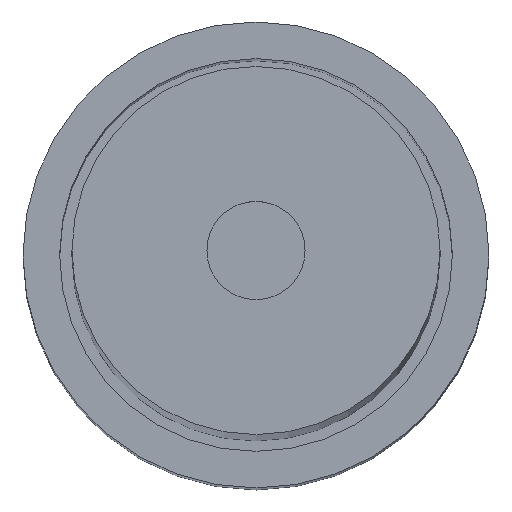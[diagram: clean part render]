
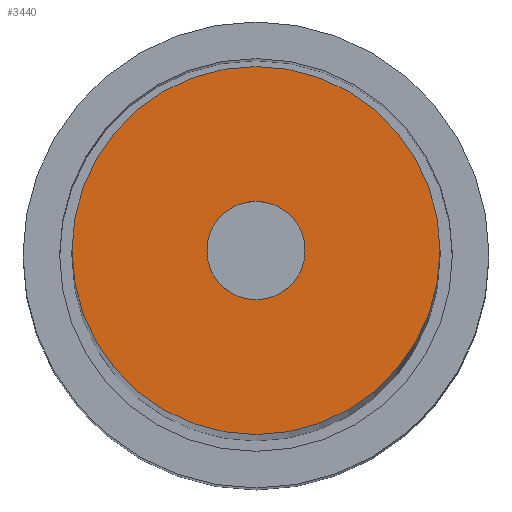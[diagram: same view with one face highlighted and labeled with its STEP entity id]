
A CAD part, top view. The second image highlights one B-rep face of the part: STEP entity #3440.
In plain terms, the highlighted planar face has unit normal (0, 0, 1).
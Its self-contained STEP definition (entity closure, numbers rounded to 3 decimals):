
#21 = VERTEX_POINT ( 'NONE', #3767 ) ;
#429 = CARTESIAN_POINT ( 'NONE',  ( -0.2, 0., 15. ) ) ;
#549 = VERTEX_POINT ( 'NONE', #429 ) ;
#619 = CIRCLE ( 'NONE', #11505, 0.75 ) ;
#1083 = ORIENTED_EDGE ( 'NONE', *, *, #4372, .T. ) ;
#1168 = CARTESIAN_POINT ( 'NONE',  ( 0., 0., 15. ) ) ;
#1439 = DIRECTION ( 'NONE',  ( 1., 0., 0. ) ) ;
#1616 = CARTESIAN_POINT ( 'NONE',  ( 0.2, 0., 15. ) ) ;
#2312 = CARTESIAN_POINT ( 'NONE',  ( 0., 0., 15. ) ) ;
#2426 = CARTESIAN_POINT ( 'NONE',  ( 0., 0., 15. ) ) ;
#2750 = EDGE_CURVE ( 'NONE', #8332, #21, #619, .T. ) ;
#3104 = DIRECTION ( 'NONE',  ( 1., 0., 0. ) ) ;
#3440 = ADVANCED_FACE ( 'NONE', ( #7342, #11591 ), #7904, .T. ) ;
#3485 = DIRECTION ( 'NONE',  ( 1., 0., 0. ) ) ;
#3504 = DIRECTION ( 'NONE',  ( 0., 0., 1. ) ) ;
#3767 = CARTESIAN_POINT ( 'NONE',  ( -0.75, 0., 15. ) ) ;
#3855 = AXIS2_PLACEMENT_3D ( 'NONE', #1168, #4526, #3485 ) ;
#4020 = CIRCLE ( 'NONE', #3855, 0.2 ) ;
#4087 = EDGE_CURVE ( 'NONE', #549, #5289, #9914, .T. ) ;
#4372 = EDGE_CURVE ( 'NONE', #21, #8332, #5825, .T. ) ;
#4526 = DIRECTION ( 'NONE',  ( 0., 0., 1. ) ) ;
#5289 = VERTEX_POINT ( 'NONE', #1616 ) ;
#5782 = DIRECTION ( 'NONE',  ( 0., 0., 1. ) ) ;
#5825 = CIRCLE ( 'NONE', #10077, 0.75 ) ;
#5832 = CARTESIAN_POINT ( 'NONE',  ( 0.75, 0., 15. ) ) ;
#6400 = CARTESIAN_POINT ( 'NONE',  ( 0., 0., 15. ) ) ;
#7175 = EDGE_CURVE ( 'NONE', #5289, #549, #4020, .T. ) ;
#7342 = FACE_BOUND ( 'NONE', #13337, .T. ) ;
#7731 = ORIENTED_EDGE ( 'NONE', *, *, #4087, .F. ) ;
#7904 = PLANE ( 'NONE',  #10212 ) ;
#8332 = VERTEX_POINT ( 'NONE', #5832 ) ;
#8708 = DIRECTION ( 'NONE',  ( 0., 0., 1. ) ) ;
#8892 = DIRECTION ( 'NONE',  ( 1., 0., 0. ) ) ;
#9914 = CIRCLE ( 'NONE', #11562, 0.2 ) ;
#10077 = AXIS2_PLACEMENT_3D ( 'NONE', #13972, #8708, #14013 ) ;
#10193 = EDGE_LOOP ( 'NONE', ( #1083, #13074 ) ) ;
#10212 = AXIS2_PLACEMENT_3D ( 'NONE', #2426, #5782, #1439 ) ;
#11297 = ORIENTED_EDGE ( 'NONE', *, *, #7175, .F. ) ;
#11505 = AXIS2_PLACEMENT_3D ( 'NONE', #2312, #3504, #8892 ) ;
#11562 = AXIS2_PLACEMENT_3D ( 'NONE', #6400, #14030, #3104 ) ;
#11591 = FACE_OUTER_BOUND ( 'NONE', #10193, .T. ) ;
#13074 = ORIENTED_EDGE ( 'NONE', *, *, #2750, .T. ) ;
#13337 = EDGE_LOOP ( 'NONE', ( #11297, #7731 ) ) ;
#13972 = CARTESIAN_POINT ( 'NONE',  ( 0., 0., 15. ) ) ;
#14013 = DIRECTION ( 'NONE',  ( 1., 0., 0. ) ) ;
#14030 = DIRECTION ( 'NONE',  ( 0., 0., 1. ) ) ;
